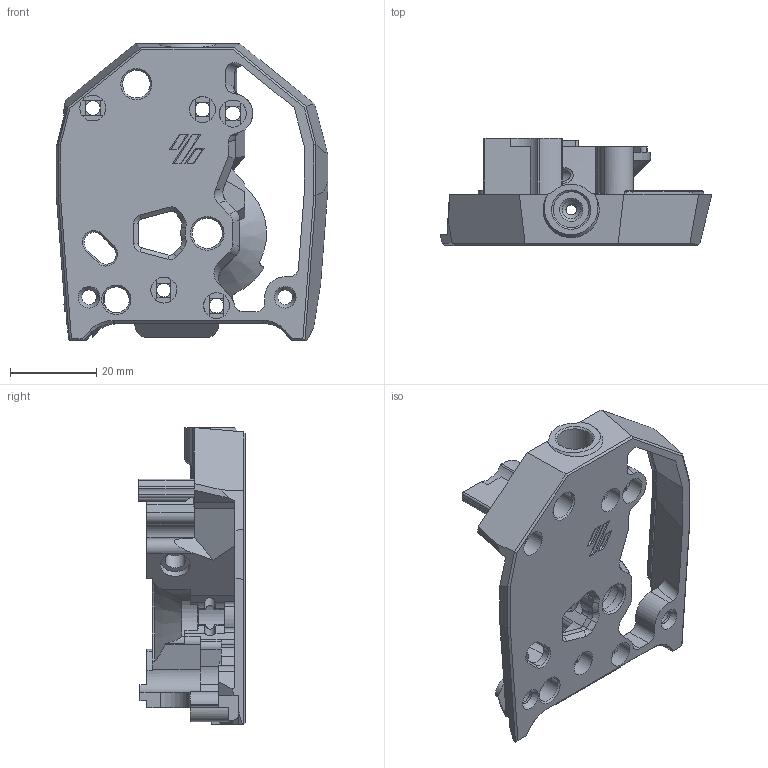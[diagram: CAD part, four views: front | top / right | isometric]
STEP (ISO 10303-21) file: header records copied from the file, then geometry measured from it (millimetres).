
FILE_DESCRIPTION(/* description */ (''),/* implementation_level */ '2;1');
FILE_NAME(/* name */ 'SB_CW2_new_Main_Buddy_Cutting_with_ECAS.stp',/* time_stamp */ '2023-12-14T03:45:10+01:00',/* author */ (''),/* organization */ (''),/* preprocessor_version */ 'ST-DEVELOPER v16.7',/* originating_system */ 'SIEMENS PLM Software NX 1847',/* authorisation */ '');
FILE_SCHEMA (('AP203_CONFIGURATION_CONTROLLED_3D_DESIGN_OF_MECHANICAL_PARTS_AND_ASSEMBLIES_MIM_LF { 1 0 10303 403 2 1 2}'));
Length unit declared in the file: millimetre
Products named in the file (1): SB_CW2_new_Main_Buddy_Cutting_with_ECAS
Bounding box: 62.85 x 24.7 x 68.69 mm (x, y, z)
Volume: 25261.3 mm3; surface area: 15234.8 mm2
Topology: 1 solids, 1 shells, 485 faces, 1329 edges, 851 vertices
Faces by surface type: plane 271, cylinder 150, cone 34, bspline 29, torus 1
Full cylindrical faces by diameter (mm): 2.4 x2, 2.8 x1, 3.2 x1, 3.4 x6, 4.2 x1, 4.7 x5, 6 x5, 6.248 x1, 6.4 x1, 7 x2, 8.2 x1, 8.3 x1
Entity records: 20101 total; most frequent: CARTESIAN_POINT 4595, ORIENTED_EDGE 2554, DIRECTION 2416, EDGE_CURVE 1277, VERTEX_POINT 839, AXIS2_PLACEMENT_3D 822, LINE 772, VECTOR 772
